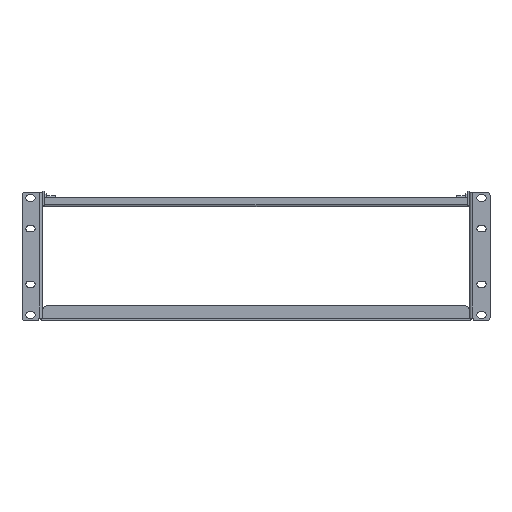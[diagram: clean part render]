
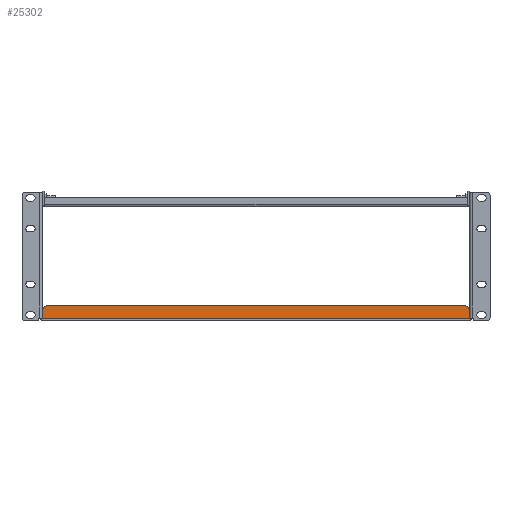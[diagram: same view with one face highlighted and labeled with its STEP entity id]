
A CAD part, front view. The second image highlights one B-rep face of the part: STEP entity #25302.
In plain terms, the highlighted planar face has unit normal (0, -1, 0).
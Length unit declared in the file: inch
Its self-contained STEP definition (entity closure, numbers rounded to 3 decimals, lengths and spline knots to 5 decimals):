
#479 = VERTEX_POINT ( 'NONE', #30021 ) ;
#1474 = ORIENTED_EDGE ( 'NONE', *, *, #7074, .T. ) ;
#3059 = DIRECTION ( 'NONE',  ( 1., 0., 0. ) ) ;
#4265 = ORIENTED_EDGE ( 'NONE', *, *, #30492, .T. ) ;
#4292 = DIRECTION ( 'NONE',  ( 0., -1., 0. ) ) ;
#4968 = ORIENTED_EDGE ( 'NONE', *, *, #23767, .T. ) ;
#5488 = EDGE_CURVE ( 'NONE', #5692, #479, #20896, .T. ) ;
#5692 = VERTEX_POINT ( 'NONE', #31696 ) ;
#6214 = DIRECTION ( 'NONE',  ( 0., 0., -1. ) ) ;
#6791 = CARTESIAN_POINT ( 'NONE',  ( -8.68751, 7.392, 0.06249 ) ) ;
#7074 = EDGE_CURVE ( 'NONE', #16945, #10662, #13557, .T. ) ;
#7265 = DIRECTION ( 'NONE',  ( 0., 1., 0. ) ) ;
#7538 = CARTESIAN_POINT ( 'NONE',  ( -8.64192, 7.392, 0.625 ) ) ;
#7764 = DIRECTION ( 'NONE',  ( 0., 0., 1. ) ) ;
#8565 = AXIS2_PLACEMENT_3D ( 'NONE', #16502, #22873, #28670 ) ;
#9635 = VERTEX_POINT ( 'NONE', #17838 ) ;
#9653 = VECTOR ( 'NONE', #3059, 39.37008 ) ;
#9987 = VERTEX_POINT ( 'NONE', #17366 ) ;
#10662 = VERTEX_POINT ( 'NONE', #25623 ) ;
#12385 = DIRECTION ( 'NONE',  ( 0., 1., 0. ) ) ;
#13165 = DIRECTION ( 'NONE',  ( 0., 0., 1. ) ) ;
#13557 = LINE ( 'NONE', #22638, #30369 ) ;
#13662 = CIRCLE ( 'NONE', #19235, 0.25 ) ;
#13704 = VECTOR ( 'NONE', #19324, 39.37008 ) ;
#14605 = CIRCLE ( 'NONE', #25136, 0.055 ) ;
#15484 = ORIENTED_EDGE ( 'NONE', *, *, #28329, .T. ) ;
#15681 = DIRECTION ( 'NONE',  ( 0., 0., 1. ) ) ;
#15794 = EDGE_CURVE ( 'NONE', #479, #34404, #14605, .T. ) ;
#16502 = CARTESIAN_POINT ( 'NONE',  ( -8.42792, 7.392, 0.375 ) ) ;
#16945 = VERTEX_POINT ( 'NONE', #33106 ) ;
#17366 = CARTESIAN_POINT ( 'NONE',  ( 8.65663, 7.392, 0.108 ) ) ;
#17741 = EDGE_CURVE ( 'NONE', #34404, #9987, #20424, .T. ) ;
#17838 = CARTESIAN_POINT ( 'NONE',  ( 8.42792, 7.392, 0.625 ) ) ;
#18078 = ORIENTED_EDGE ( 'NONE', *, *, #34843, .T. ) ;
#19035 = DIRECTION ( 'NONE',  ( 0., 0., 1. ) ) ;
#19235 = AXIS2_PLACEMENT_3D ( 'NONE', #30741, #4292, #13165 ) ;
#19324 = DIRECTION ( 'NONE',  ( -1., 0., 0. ) ) ;
#20424 = LINE ( 'NONE', #20623, #9653 ) ;
#20494 = AXIS2_PLACEMENT_3D ( 'NONE', #34286, #7265, #19035 ) ;
#20623 = CARTESIAN_POINT ( 'NONE',  ( -8.64192, 7.392, 0.108 ) ) ;
#20896 = LINE ( 'NONE', #32677, #22794 ) ;
#22638 = CARTESIAN_POINT ( 'NONE',  ( 8.67792, 7.392, 0.06249 ) ) ;
#22794 = VECTOR ( 'NONE', #6214, 39.37008 ) ;
#22873 = DIRECTION ( 'NONE',  ( 0., -1., 0. ) ) ;
#23767 = EDGE_CURVE ( 'NONE', #30695, #5692, #25237, .T. ) ;
#23947 = CARTESIAN_POINT ( 'NONE',  ( -8.42792, 7.392, 0.625 ) ) ;
#24459 = DIRECTION ( 'NONE',  ( 0., 0., -1. ) ) ;
#25136 = AXIS2_PLACEMENT_3D ( 'NONE', #6791, #12385, #15681 ) ;
#25237 = CIRCLE ( 'NONE', #8565, 0.25 ) ;
#25302 = ADVANCED_FACE ( 'NONE', ( #28901 ), #30046, .T. ) ;
#25623 = CARTESIAN_POINT ( 'NONE',  ( 8.67792, 7.392, 0.375 ) ) ;
#28057 = ORIENTED_EDGE ( 'NONE', *, *, #5488, .T. ) ;
#28329 = EDGE_CURVE ( 'NONE', #9987, #16945, #33460, .T. ) ;
#28670 = DIRECTION ( 'NONE',  ( 0., 0., 1. ) ) ;
#28901 = FACE_OUTER_BOUND ( 'NONE', #33497, .T. ) ;
#28935 = AXIS2_PLACEMENT_3D ( 'NONE', #36043, #36233, #24459 ) ;
#30021 = CARTESIAN_POINT ( 'NONE',  ( -8.67792, 7.392, 0.11665 ) ) ;
#30046 = PLANE ( 'NONE',  #28935 ) ;
#30369 = VECTOR ( 'NONE', #7764, 39.37008 ) ;
#30492 = EDGE_CURVE ( 'NONE', #10662, #9635, #13662, .T. ) ;
#30630 = CARTESIAN_POINT ( 'NONE',  ( -8.65663, 7.392, 0.108 ) ) ;
#30695 = VERTEX_POINT ( 'NONE', #23947 ) ;
#30741 = CARTESIAN_POINT ( 'NONE',  ( 8.42792, 7.392, 0.375 ) ) ;
#31696 = CARTESIAN_POINT ( 'NONE',  ( -8.67792, 7.392, 0.375 ) ) ;
#32677 = CARTESIAN_POINT ( 'NONE',  ( -8.67792, 7.392, 0.06249 ) ) ;
#33106 = CARTESIAN_POINT ( 'NONE',  ( 8.67792, 7.392, 0.11665 ) ) ;
#33460 = CIRCLE ( 'NONE', #20494, 0.055 ) ;
#33497 = EDGE_LOOP ( 'NONE', ( #36769, #15484, #1474, #4265, #18078, #4968, #28057, #38099 ) ) ;
#34286 = CARTESIAN_POINT ( 'NONE',  ( 8.68751, 7.392, 0.06249 ) ) ;
#34404 = VERTEX_POINT ( 'NONE', #30630 ) ;
#34843 = EDGE_CURVE ( 'NONE', #9635, #30695, #37292, .T. ) ;
#36043 = CARTESIAN_POINT ( 'NONE',  ( -8.64192, 7.392, 0.06249 ) ) ;
#36233 = DIRECTION ( 'NONE',  ( 0., -1., 0. ) ) ;
#36769 = ORIENTED_EDGE ( 'NONE', *, *, #17741, .T. ) ;
#37292 = LINE ( 'NONE', #7538, #13704 ) ;
#38099 = ORIENTED_EDGE ( 'NONE', *, *, #15794, .T. ) ;
